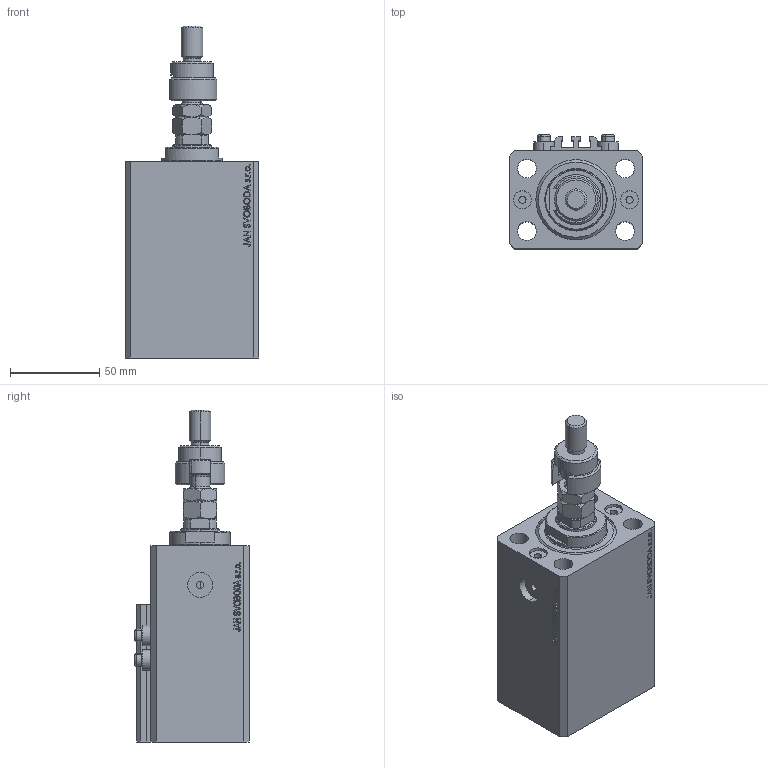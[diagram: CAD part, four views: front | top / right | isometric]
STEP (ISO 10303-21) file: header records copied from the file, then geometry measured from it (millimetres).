
FILE_DESCRIPTION (( 'STEP AP203' ), '1' );
FILE_NAME ('7d19.STEP', '2023-10-10T07:41:02', ( '' ), ( '' ), 'SwSTEP 2.0', 'SolidWorks 2019', '' );
FILE_SCHEMA (( 'CONFIG_CONTROL_DESIGN' ));
Length unit declared in the file: millimetre
Products named in the file (8): FEMALE_PART_FOR_DFA 4a412f10448907aa44acc8c4acc51917; V250CE_C_Body 4a412f10448907aa44acc8c4acc51917; V250CE_VC_C 4a412f10448907aa44acc8c4acc51917; DFA 4a412f10448907aa44acc8c4acc51917; 7d19; MFA 4a412f10448907aa44acc8c4acc51917; V250CE_C_VCP 4a412f10448907aa44acc8c4acc51917; ALLEN BOLT V250CE 4a412f10448907aa44acc8c4acc51917
Assembly tree (10 placements, depth 3):
  7d19
    V250CE_C_Body 4a412f10448907aa44acc8c4acc51917
    ALLEN BOLT V250CE 4a412f10448907aa44acc8c4acc51917  x4
    V250CE_C_VCP 4a412f10448907aa44acc8c4acc51917
    V250CE_VC_C 4a412f10448907aa44acc8c4acc51917
    DFA 4a412f10448907aa44acc8c4acc51917
      FEMALE_PART_FOR_DFA 4a412f10448907aa44acc8c4acc51917
      MFA 4a412f10448907aa44acc8c4acc51917
Bounding box: 75 x 64 x 186 mm (x, y, z)
Volume: 426811.3 mm3; surface area: 98238.6 mm2
Topology: 10 solids, 10 shells, 1119 faces, 2782 edges, 1805 vertices
Faces by surface type: plane 532, bspline 374, cylinder 99, cone 96, torus 18
Entity records: 50045 total; most frequent: CARTESIAN_POINT 26589, ORIENTED_EDGE 5254, DIRECTION 3411, EDGE_CURVE 2627, VERTEX_POINT 1721, LINE 1545, VECTOR 1545, EDGE_LOOP 1170
